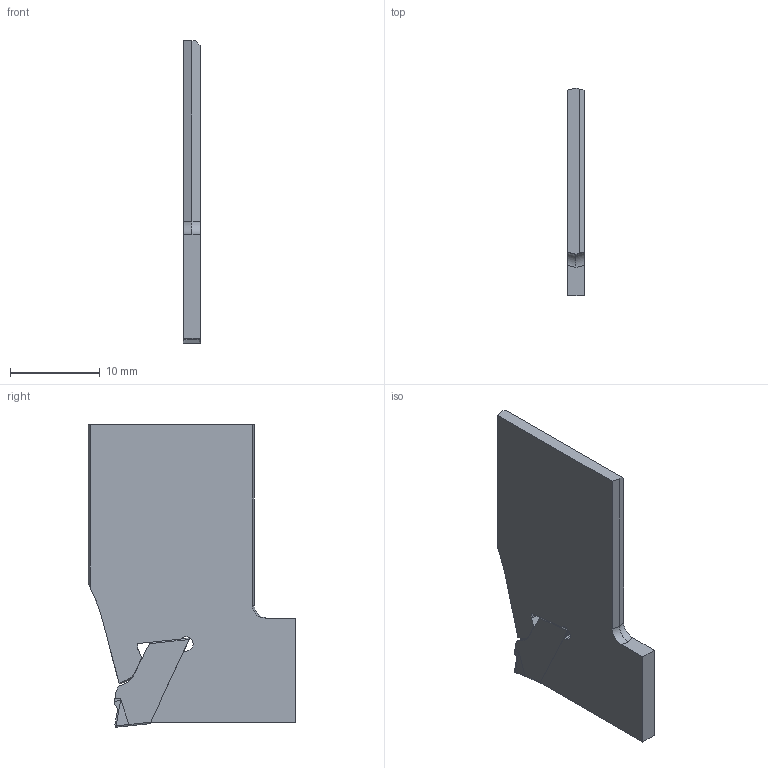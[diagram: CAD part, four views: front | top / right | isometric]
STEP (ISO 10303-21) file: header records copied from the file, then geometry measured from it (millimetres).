
FILE_DESCRIPTION(/* description */ (''),/* implementation_level */ '2;1');
FILE_NAME(/* name */ '150.10A-15-2RJETI.stp',/* time_stamp */ '2018-04-11T16:03:15+06:00',/* author */ (''),/* organization */ (''),/* preprocessor_version */ 'ST-DEVELOPER v16',/* originating_system */ 'SIEMENS PLM Software NX 11.0',/* authorisation */ '');
FILE_SCHEMA (('AUTOMOTIVE_DESIGN { 1 0 10303 214 3 1 1 1 }'));
Length unit declared in the file: millimetre
Products named in the file (1): 150.10A-15-2RJETI
Bounding box: 2 x 23.07 x 33.66 mm (x, y, z)
Volume: 1119.1 mm3; surface area: 1512.3 mm2
Topology: 2 solids, 2 shells, 95 faces, 244 edges, 153 vertices
Faces by surface type: plane 50, cylinder 28, cone 8, extrusion 6, torus 3
Entity records: 3009 total; most frequent: CARTESIAN_POINT 609, DIRECTION 492, ORIENTED_EDGE 488, EDGE_CURVE 244, VECTOR 168, LINE 162, AXIS2_PLACEMENT_3D 162, VERTEX_POINT 153
